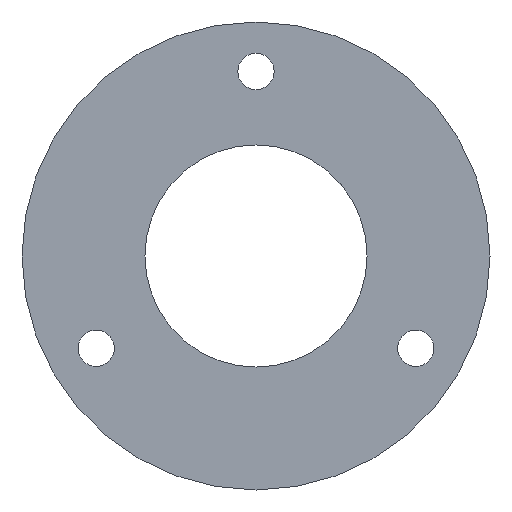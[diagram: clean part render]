
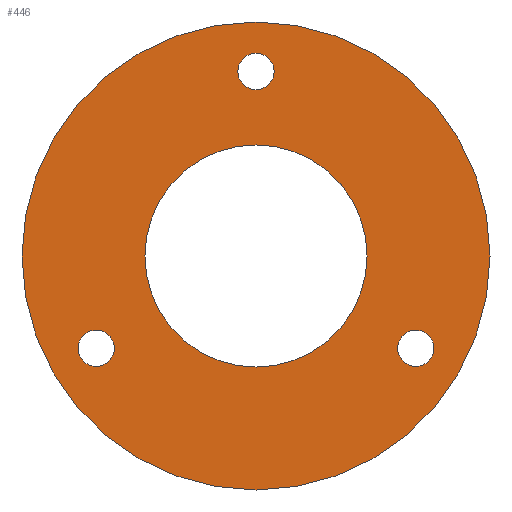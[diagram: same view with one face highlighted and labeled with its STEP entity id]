
A CAD part, front view. The second image highlights one B-rep face of the part: STEP entity #446.
In plain terms, the highlighted planar face has unit normal (0, -1, 0).
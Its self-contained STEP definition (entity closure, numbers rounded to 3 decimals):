
#11 = EDGE_CURVE ( 'NONE', #57, #503, #104, .T. ) ;
#34 = DIRECTION ( 'NONE',  ( 0., -1., 0. ) ) ;
#36 = ORIENTED_EDGE ( 'NONE', *, *, #488, .F. ) ;
#38 = CARTESIAN_POINT ( 'NONE',  ( 0., 0., 0. ) ) ;
#39 = CIRCLE ( 'NONE', #992, 16.85 ) ;
#54 = DIRECTION ( 'NONE',  ( 0., 0., -1. ) ) ;
#57 = VERTEX_POINT ( 'NONE', #626 ) ;
#62 = CARTESIAN_POINT ( 'NONE',  ( 0., 0., -16.85 ) ) ;
#67 = FACE_OUTER_BOUND ( 'NONE', #939, .T. ) ;
#83 = VERTEX_POINT ( 'NONE', #900 ) ;
#101 = AXIS2_PLACEMENT_3D ( 'NONE', #214, #34, #54 ) ;
#104 = CIRCLE ( 'NONE', #205, 35.5 ) ;
#138 = AXIS2_PLACEMENT_3D ( 'NONE', #322, #644, #892 ) ;
#139 = CARTESIAN_POINT ( 'NONE',  ( 0., 0., 16.85 ) ) ;
#144 = DIRECTION ( 'NONE',  ( 0., 0., -1. ) ) ;
#148 = PLANE ( 'NONE',  #587 ) ;
#168 = ORIENTED_EDGE ( 'NONE', *, *, #781, .F. ) ;
#174 = DIRECTION ( 'NONE',  ( 0., 0., -1. ) ) ;
#179 = DIRECTION ( 'NONE',  ( -0.866, 0., 0.5 ) ) ;
#186 = ORIENTED_EDGE ( 'NONE', *, *, #954, .F. ) ;
#205 = AXIS2_PLACEMENT_3D ( 'NONE', #854, #311, #144 ) ;
#214 = CARTESIAN_POINT ( 'NONE',  ( 0., 0., 0. ) ) ;
#234 = FACE_BOUND ( 'NONE', #430, .T. ) ;
#238 = ORIENTED_EDGE ( 'NONE', *, *, #560, .T. ) ;
#278 = AXIS2_PLACEMENT_3D ( 'NONE', #630, #620, #871 ) ;
#284 = DIRECTION ( 'NONE',  ( 0., -1., 0. ) ) ;
#311 = DIRECTION ( 'NONE',  ( 0., -1., 0. ) ) ;
#312 = VERTEX_POINT ( 'NONE', #139 ) ;
#313 = CARTESIAN_POINT ( 'NONE',  ( -24.249, 0., -14. ) ) ;
#314 = CIRCLE ( 'NONE', #848, 2.75 ) ;
#315 = FACE_BOUND ( 'NONE', #648, .T. ) ;
#322 = CARTESIAN_POINT ( 'NONE',  ( 0., 0., 0. ) ) ;
#326 = CIRCLE ( 'NONE', #916, 2.75 ) ;
#330 = CARTESIAN_POINT ( 'NONE',  ( -21.867, 0., -12.625 ) ) ;
#332 = EDGE_CURVE ( 'NONE', #451, #722, #860, .T. ) ;
#345 = EDGE_LOOP ( 'NONE', ( #749, #949 ) ) ;
#389 = DIRECTION ( 'NONE',  ( 0., -1., 0. ) ) ;
#390 = CARTESIAN_POINT ( 'NONE',  ( 0., 0., 25.25 ) ) ;
#422 = VERTEX_POINT ( 'NONE', #390 ) ;
#430 = EDGE_LOOP ( 'NONE', ( #168, #186 ) ) ;
#444 = DIRECTION ( 'NONE',  ( 0., 0., -1. ) ) ;
#446 = ADVANCED_FACE ( 'NONE', ( #234, #315, #946, #467, #67 ), #148, .F. ) ;
#451 = VERTEX_POINT ( 'NONE', #531 ) ;
#453 = CIRCLE ( 'NONE', #724, 2.75 ) ;
#467 = FACE_BOUND ( 'NONE', #776, .T. ) ;
#484 = CIRCLE ( 'NONE', #850, 2.75 ) ;
#487 = ORIENTED_EDGE ( 'NONE', *, *, #924, .F. ) ;
#488 = EDGE_CURVE ( 'NONE', #722, #451, #453, .T. ) ;
#501 = CIRCLE ( 'NONE', #633, 2.75 ) ;
#503 = VERTEX_POINT ( 'NONE', #660 ) ;
#531 = CARTESIAN_POINT ( 'NONE',  ( 26.63, 0., -15.375 ) ) ;
#532 = VERTEX_POINT ( 'NONE', #330 ) ;
#560 = EDGE_CURVE ( 'NONE', #503, #57, #1001, .T. ) ;
#563 = DIRECTION ( 'NONE',  ( 0., -1., 0. ) ) ;
#566 = CARTESIAN_POINT ( 'NONE',  ( 24.249, 0., -14. ) ) ;
#575 = CARTESIAN_POINT ( 'NONE',  ( 0., 0., 28. ) ) ;
#587 = AXIS2_PLACEMENT_3D ( 'NONE', #635, #956, #709 ) ;
#590 = CARTESIAN_POINT ( 'NONE',  ( 0., 0., 30.75 ) ) ;
#596 = ORIENTED_EDGE ( 'NONE', *, *, #332, .F. ) ;
#597 = EDGE_CURVE ( 'NONE', #422, #668, #314, .T. ) ;
#620 = DIRECTION ( 'NONE',  ( 0., -1., 0. ) ) ;
#626 = CARTESIAN_POINT ( 'NONE',  ( 0., 0., -35.5 ) ) ;
#630 = CARTESIAN_POINT ( 'NONE',  ( 24.249, 0., -14. ) ) ;
#632 = ORIENTED_EDGE ( 'NONE', *, *, #979, .F. ) ;
#633 = AXIS2_PLACEMENT_3D ( 'NONE', #313, #634, #955 ) ;
#634 = DIRECTION ( 'NONE',  ( 0., -1., 0. ) ) ;
#635 = CARTESIAN_POINT ( 'NONE',  ( -16.85, 0., 0. ) ) ;
#644 = DIRECTION ( 'NONE',  ( 0., -1., 0. ) ) ;
#648 = EDGE_LOOP ( 'NONE', ( #36, #596 ) ) ;
#660 = CARTESIAN_POINT ( 'NONE',  ( 0., 0., 35.5 ) ) ;
#668 = VERTEX_POINT ( 'NONE', #590 ) ;
#683 = DIRECTION ( 'NONE',  ( 0., 0., -1. ) ) ;
#695 = CIRCLE ( 'NONE', #138, 16.85 ) ;
#708 = CARTESIAN_POINT ( 'NONE',  ( -24.249, 0., -14. ) ) ;
#709 = DIRECTION ( 'NONE',  ( 0., 0., 1. ) ) ;
#722 = VERTEX_POINT ( 'NONE', #858 ) ;
#724 = AXIS2_PLACEMENT_3D ( 'NONE', #566, #876, #179 ) ;
#749 = ORIENTED_EDGE ( 'NONE', *, *, #597, .F. ) ;
#755 = VERTEX_POINT ( 'NONE', #62 ) ;
#763 = ORIENTED_EDGE ( 'NONE', *, *, #11, .T. ) ;
#776 = EDGE_LOOP ( 'NONE', ( #487, #632 ) ) ;
#781 = EDGE_CURVE ( 'NONE', #532, #83, #326, .T. ) ;
#839 = DIRECTION ( 'NONE',  ( 0., -1., 0. ) ) ;
#848 = AXIS2_PLACEMENT_3D ( 'NONE', #905, #839, #444 ) ;
#850 = AXIS2_PLACEMENT_3D ( 'NONE', #575, #563, #174 ) ;
#852 = DIRECTION ( 'NONE',  ( 0.866, 0., 0.5 ) ) ;
#854 = CARTESIAN_POINT ( 'NONE',  ( 0., 0., 0. ) ) ;
#858 = CARTESIAN_POINT ( 'NONE',  ( 21.867, 0., -12.625 ) ) ;
#860 = CIRCLE ( 'NONE', #278, 2.75 ) ;
#871 = DIRECTION ( 'NONE',  ( -0.866, 0., 0.5 ) ) ;
#876 = DIRECTION ( 'NONE',  ( 0., -1., 0. ) ) ;
#892 = DIRECTION ( 'NONE',  ( 0., 0., -1. ) ) ;
#900 = CARTESIAN_POINT ( 'NONE',  ( -26.63, 0., -15.375 ) ) ;
#905 = CARTESIAN_POINT ( 'NONE',  ( 0., 0., 28. ) ) ;
#916 = AXIS2_PLACEMENT_3D ( 'NONE', #708, #389, #852 ) ;
#924 = EDGE_CURVE ( 'NONE', #755, #312, #695, .T. ) ;
#931 = EDGE_CURVE ( 'NONE', #668, #422, #484, .T. ) ;
#939 = EDGE_LOOP ( 'NONE', ( #763, #238 ) ) ;
#946 = FACE_BOUND ( 'NONE', #345, .T. ) ;
#949 = ORIENTED_EDGE ( 'NONE', *, *, #931, .F. ) ;
#954 = EDGE_CURVE ( 'NONE', #83, #532, #501, .T. ) ;
#955 = DIRECTION ( 'NONE',  ( 0.866, 0., 0.5 ) ) ;
#956 = DIRECTION ( 'NONE',  ( 0., 1., 0. ) ) ;
#979 = EDGE_CURVE ( 'NONE', #312, #755, #39, .T. ) ;
#992 = AXIS2_PLACEMENT_3D ( 'NONE', #38, #284, #683 ) ;
#1001 = CIRCLE ( 'NONE', #101, 35.5 ) ;
